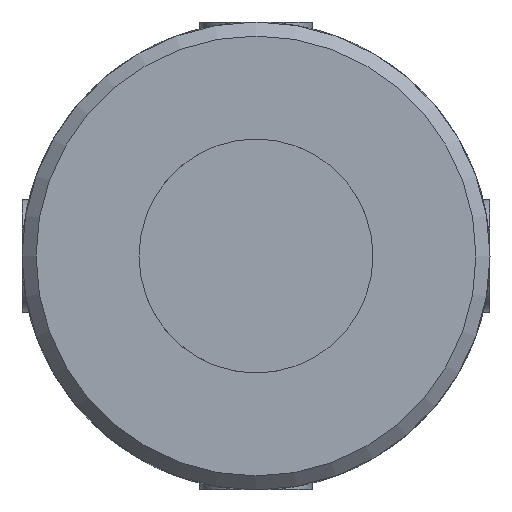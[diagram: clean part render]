
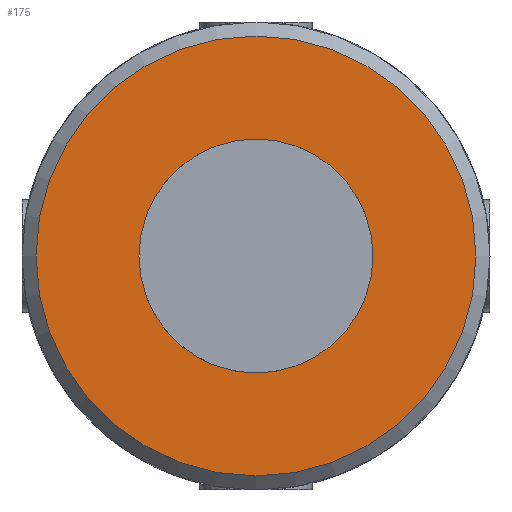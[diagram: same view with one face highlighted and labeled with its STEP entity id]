
A CAD part, left-side view. The second image highlights one B-rep face of the part: STEP entity #175.
In plain terms, the highlighted planar face has unit normal (-1, 0, 0).
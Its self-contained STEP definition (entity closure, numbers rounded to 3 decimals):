
#175 = ADVANCED_FACE( '', ( #363, #364 ), #365, .T. );
#363 = FACE_BOUND( '', #607, .T. );
#364 = FACE_OUTER_BOUND( '', #608, .T. );
#365 = PLANE( '', #609 );
#607 = EDGE_LOOP( '', ( #841 ) );
#608 = EDGE_LOOP( '', ( #842 ) );
#609 = AXIS2_PLACEMENT_3D( '', #843, #844, #845 );
#841 = ORIENTED_EDGE( '', *, *, #1395, .T. );
#842 = ORIENTED_EDGE( '', *, *, #1396, .F. );
#843 = CARTESIAN_POINT( '', ( 0., 23.5, 0. ) );
#844 = DIRECTION( '', ( -1., 0., 0. ) );
#845 = DIRECTION( '', ( 0., 0., 1. ) );
#1395 = EDGE_CURVE( '', #1604, #1604, #1605, .T. );
#1396 = EDGE_CURVE( '', #1606, #1606, #1607, .T. );
#1604 = VERTEX_POINT( '', #1904 );
#1605 = CIRCLE( '', #1905, 12.5 );
#1606 = VERTEX_POINT( '', #1906 );
#1607 = CIRCLE( '', #1907, 23.5 );
#1904 = CARTESIAN_POINT( '', ( 0., 0., -12.5 ) );
#1905 = AXIS2_PLACEMENT_3D( '', #3354, #3355, #3356 );
#1906 = CARTESIAN_POINT( '', ( 0., 0., -23.5 ) );
#1907 = AXIS2_PLACEMENT_3D( '', #3357, #3358, #3359 );
#3354 = CARTESIAN_POINT( '', ( 0., 0., 0. ) );
#3355 = DIRECTION( '', ( 1., 0., 0. ) );
#3356 = DIRECTION( '', ( 0., 0., -1. ) );
#3357 = CARTESIAN_POINT( '', ( 0., 0., 0. ) );
#3358 = DIRECTION( '', ( 1., 0., 0. ) );
#3359 = DIRECTION( '', ( 0., 0., -1. ) );
